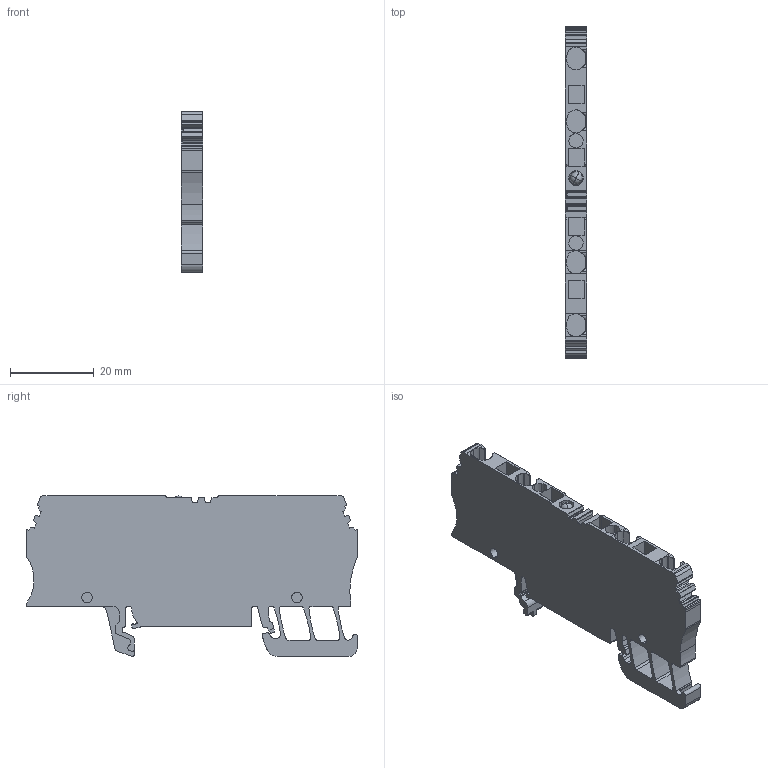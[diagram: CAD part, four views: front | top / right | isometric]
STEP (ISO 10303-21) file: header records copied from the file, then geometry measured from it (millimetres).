
FILE_DESCRIPTION(('CATIA V5 STEP Exchange','CAx-IF Rec.Pracs.--- Model Styling and Organization---1.4--- 2014-01-23'),'2;1');
FILE_NAME ('D1450289_1', '2023-06-23T09:14:27+00:00', ('none'), ('Weidmueller'), 'CATIA Version 5-6 Release 2016 SP3 HF44', 'CATIA V5 STEP AP214', 'none');
FILE_SCHEMA(('AUTOMOTIVE_DESIGN { 1 0 10303 214 1 1 1 1 }'));
Length unit declared in the file: millimetre
Products named in the file (1): 1252060000
Bounding box: 5.1 x 79.05 x 38.35 mm (x, y, z)
Volume: 9871.1 mm3; surface area: 8371.2 mm2
Topology: 4 solids, 4 shells, 477 faces, 1350 edges, 888 vertices
Faces by surface type: plane 276, cylinder 170, extrusion 25, sphere 4, cone 2
Entity records: 15445 total; most frequent: CARTESIAN_POINT 3202, ORIENTED_EDGE 2692, DIRECTION 1984, EDGE_CURVE 1346, VECTOR 957, LINE 932, VERTEX_POINT 888, AXIS2_PLACEMENT_3D 680
